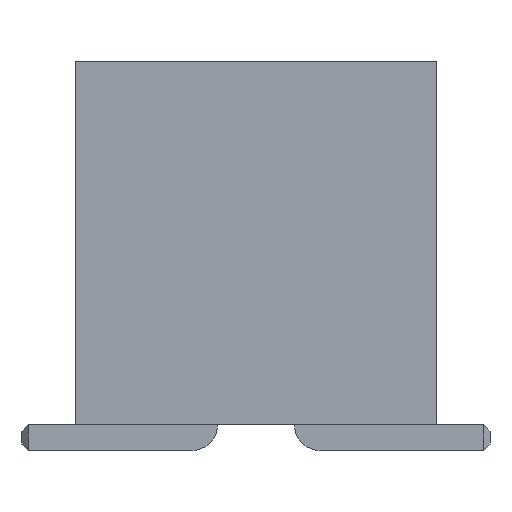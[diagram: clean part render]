
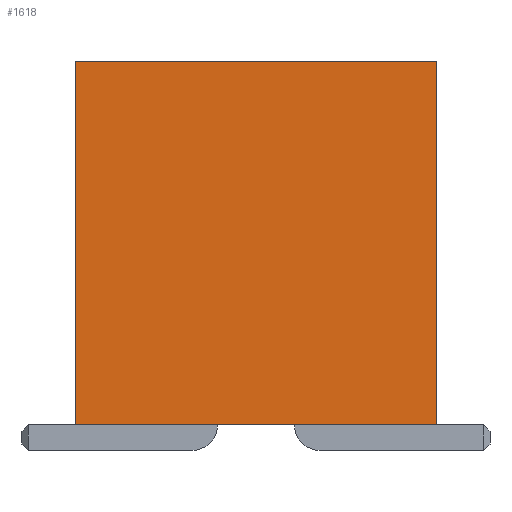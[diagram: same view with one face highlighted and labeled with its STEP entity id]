
A CAD part, front view. The second image highlights one B-rep face of the part: STEP entity #1618.
In plain terms, the highlighted planar face has unit normal (0, -1, 0).
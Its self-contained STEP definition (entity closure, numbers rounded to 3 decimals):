
#64 = VERTEX_POINT('',#65);
#65 = CARTESIAN_POINT('',(-4.475,-17.78,9.64));
#71 = EDGE_CURVE('',#72,#64,#74,.T.);
#72 = VERTEX_POINT('',#73);
#73 = CARTESIAN_POINT('',(-4.475,-17.78,0.64));
#74 = LINE('',#75,#76);
#75 = CARTESIAN_POINT('',(-4.475,-17.78,0.64));
#76 = VECTOR('',#77,1.);
#77 = DIRECTION('',(0.,0.,1.));
#731 = EDGE_CURVE('',#72,#732,#734,.T.);
#732 = VERTEX_POINT('',#733);
#733 = CARTESIAN_POINT('',(4.475,-17.78,0.64));
#734 = LINE('',#735,#736);
#735 = CARTESIAN_POINT('',(-4.475,-17.78,0.64));
#736 = VECTOR('',#737,1.);
#737 = DIRECTION('',(1.,0.,0.));
#1618 = ADVANCED_FACE('',(#1619),#1637,.F.);
#1619 = FACE_BOUND('',#1620,.F.);
#1620 = EDGE_LOOP('',(#1621,#1622,#1630,#1636));
#1621 = ORIENTED_EDGE('',*,*,#71,.T.);
#1622 = ORIENTED_EDGE('',*,*,#1623,.T.);
#1623 = EDGE_CURVE('',#64,#1624,#1626,.T.);
#1624 = VERTEX_POINT('',#1625);
#1625 = CARTESIAN_POINT('',(4.475,-17.78,9.64));
#1626 = LINE('',#1627,#1628);
#1627 = CARTESIAN_POINT('',(-4.475,-17.78,9.64));
#1628 = VECTOR('',#1629,1.);
#1629 = DIRECTION('',(1.,0.,0.));
#1630 = ORIENTED_EDGE('',*,*,#1631,.F.);
#1631 = EDGE_CURVE('',#732,#1624,#1632,.T.);
#1632 = LINE('',#1633,#1634);
#1633 = CARTESIAN_POINT('',(4.475,-17.78,0.64));
#1634 = VECTOR('',#1635,1.);
#1635 = DIRECTION('',(0.,0.,1.));
#1636 = ORIENTED_EDGE('',*,*,#731,.F.);
#1637 = PLANE('',#1638);
#1638 = AXIS2_PLACEMENT_3D('',#1639,#1640,#1641);
#1639 = CARTESIAN_POINT('',(-4.475,-17.78,0.64));
#1640 = DIRECTION('',(0.,1.,0.));
#1641 = DIRECTION('',(1.,0.,0.));
